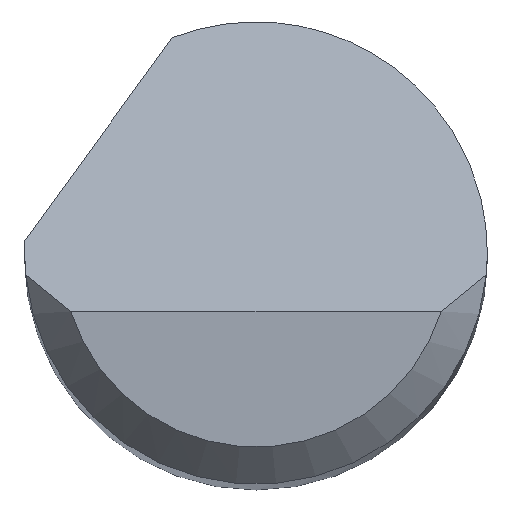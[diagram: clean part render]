
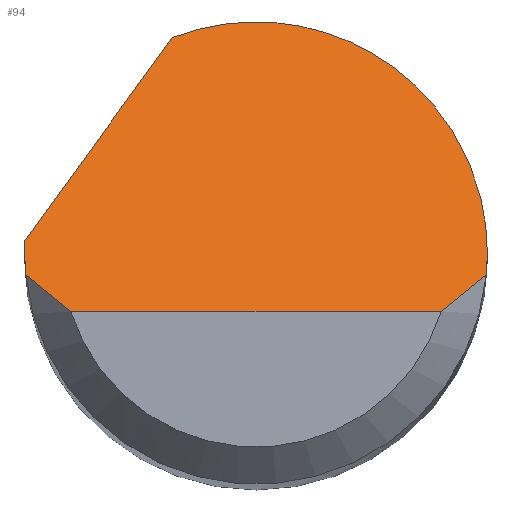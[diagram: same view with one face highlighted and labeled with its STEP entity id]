
A CAD part, top view. The second image highlights one B-rep face of the part: STEP entity #94.
In plain terms, the highlighted planar face has unit normal (0, 0.707, 0.707).
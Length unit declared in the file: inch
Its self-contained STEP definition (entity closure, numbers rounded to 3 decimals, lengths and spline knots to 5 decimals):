
#3 = DIRECTION ( 'NONE',  ( -0.456, -0.629, 0.629 ) ) ;
#6 = CARTESIAN_POINT ( 'NONE',  ( 0.07508, -0.02375, 1.5 ) ) ;
#9 = CARTESIAN_POINT ( 'NONE',  ( -0.09371, 0.00333, 1.47292 ) ) ;
#11 = CARTESIAN_POINT ( 'NONE',  ( 0.09334, -0.00875, 1.485 ) ) ;
#12 = CARTESIAN_POINT ( 'NONE',  ( -0.09362, 0.005, 1.47125 ) ) ;
#23 = CARTESIAN_POINT ( 'NONE',  ( 0.07508, -0.02375, 1.5 ) ) ;
#31 =( BOUNDED_CURVE ( )  B_SPLINE_CURVE ( 3, ( #471, #429, #468, #182 ),
 .UNSPECIFIED., .F., .T. ) 
 B_SPLINE_CURVE_WITH_KNOTS ( ( 4, 4 ),
 ( 1.5708, 1.66427 ),
 .UNSPECIFIED. ) 
 CURVE ( )  GEOMETRIC_REPRESENTATION_ITEM ( )  RATIONAL_B_SPLINE_CURVE ( ( 1., 0.999, 0.999, 1. ) ) 
 REPRESENTATION_ITEM ( '' )  );
#33 = EDGE_CURVE ( 'NONE', #454, #269, #525, .T. ) ;
#40 = ORIENTED_EDGE ( 'NONE', *, *, #78, .F. ) ;
#53 = CARTESIAN_POINT ( 'NONE',  ( -0.09361, -0.00584, 1.48209 ) ) ;
#61 = CARTESIAN_POINT ( 'NONE',  ( 0.03379, 0.11369, 1.36256 ) ) ;
#63 = EDGE_CURVE ( 'NONE', #333, #190, #31, .T. ) ;
#68 = CARTESIAN_POINT ( 'NONE',  ( 0.09375, 0., 1.47625 ) ) ;
#71 = CARTESIAN_POINT ( 'NONE',  ( 0., -0.02375, 1.5 ) ) ;
#73 = VERTEX_POINT ( 'NONE', #23 ) ;
#78 = EDGE_CURVE ( 'NONE', #101, #333, #354, .T. ) ;
#94 = ADVANCED_FACE ( 'NONE', ( #531 ), #538, .F. ) ;
#100 = CARTESIAN_POINT ( 'NONE',  ( -0.03394, 0.08739, 1.38886 ) ) ;
#101 = VERTEX_POINT ( 'NONE', #100 ) ;
#104 = CARTESIAN_POINT ( 'NONE',  ( -0.09375, -0.02375, 1.5 ) ) ;
#108 = ORIENTED_EDGE ( 'NONE', *, *, #309, .T. ) ;
#122 = CARTESIAN_POINT ( 'NONE',  ( -0.09362, 0.005, 1.47125 ) ) ;
#123 = ORIENTED_EDGE ( 'NONE', *, *, #192, .F. ) ;
#156 = CARTESIAN_POINT ( 'NONE',  ( -0.08157, -0.019, 1.49525 ) ) ;
#164 = VERTEX_POINT ( 'NONE', #405 ) ;
#182 = CARTESIAN_POINT ( 'NONE',  ( 0.09334, -0.00875, 1.485 ) ) ;
#183 = B_SPLINE_CURVE_WITH_KNOTS ( 'NONE', 3,
 ( #6, #470, #255, #11 ),
 .UNSPECIFIED., .F., .F.,
 ( 4, 4 ),
 ( 0., 0.00071 ),
 .UNSPECIFIED. ) ;
#190 = VERTEX_POINT ( 'NONE', #447 ) ;
#192 = EDGE_CURVE ( 'NONE', #164, #454, #376, .T. ) ;
#237 = CARTESIAN_POINT ( 'NONE',  ( -0.09375, 0., 1.47625 ) ) ;
#239 = CARTESIAN_POINT ( 'NONE',  ( -0.09334, -0.00875, 1.485 ) ) ;
#255 = CARTESIAN_POINT ( 'NONE',  ( 0.08761, -0.01397, 1.49022 ) ) ;
#268 = CARTESIAN_POINT ( 'NONE',  ( 0.09375, 0., 1.47625 ) ) ;
#269 = VERTEX_POINT ( 'NONE', #122 ) ;
#271 = AXIS2_PLACEMENT_3D ( 'NONE', #104, #443, #395 ) ;
#286 = CARTESIAN_POINT ( 'NONE',  ( -0.07508, -0.02375, 1.5 ) ) ;
#289 = ORIENTED_EDGE ( 'NONE', *, *, #33, .F. ) ;
#290 = VECTOR ( 'NONE', #3, 39.37008 ) ;
#304 = EDGE_CURVE ( 'NONE', #507, #73, #453, .T. ) ;
#309 = EDGE_CURVE ( 'NONE', #164, #507, #488, .T. ) ;
#315 = VECTOR ( 'NONE', #416, 39.37008 ) ;
#333 = VERTEX_POINT ( 'NONE', #68 ) ;
#342 = CARTESIAN_POINT ( 'NONE',  ( -0.11014, -0.01781, 1.49406 ) ) ;
#351 = CARTESIAN_POINT ( 'NONE',  ( -0.03394, 0.08739, 1.38886 ) ) ;
#354 =( BOUNDED_CURVE ( )  B_SPLINE_CURVE ( 3, ( #351, #61, #527, #268 ),
 .UNSPECIFIED., .F., .T. ) 
 B_SPLINE_CURVE_WITH_KNOTS ( ( 4, 4 ),
 ( 5.91277, 7.85398 ),
 .UNSPECIFIED. ) 
 CURVE ( )  GEOMETRIC_REPRESENTATION_ITEM ( )  RATIONAL_B_SPLINE_CURVE ( ( 1., 0.71, 0.71, 1. ) ) 
 REPRESENTATION_ITEM ( '' )  );
#376 =( BOUNDED_CURVE ( )  B_SPLINE_CURVE ( 3, ( #438, #53, #506, #237 ),
 .UNSPECIFIED., .F., .T. ) 
 B_SPLINE_CURVE_WITH_KNOTS ( ( 4, 4 ),
 ( 4.61892, 4.71239 ),
 .UNSPECIFIED. ) 
 CURVE ( )  GEOMETRIC_REPRESENTATION_ITEM ( )  RATIONAL_B_SPLINE_CURVE ( ( 1., 0.999, 0.999, 1. ) ) 
 REPRESENTATION_ITEM ( '' )  );
#384 = CARTESIAN_POINT ( 'NONE',  ( -0.09375, 0.00167, 1.47458 ) ) ;
#392 = LINE ( 'NONE', #342, #290 ) ;
#393 = EDGE_CURVE ( 'NONE', #101, #269, #392, .T. ) ;
#395 = DIRECTION ( 'NONE',  ( 0., 0.707, -0.707 ) ) ;
#405 = CARTESIAN_POINT ( 'NONE',  ( -0.09334, -0.00875, 1.485 ) ) ;
#409 = ORIENTED_EDGE ( 'NONE', *, *, #393, .T. ) ;
#416 = DIRECTION ( 'NONE',  ( 1., 0., 0. ) ) ;
#429 = CARTESIAN_POINT ( 'NONE',  ( 0.09375, -0.00292, 1.47917 ) ) ;
#431 = CARTESIAN_POINT ( 'NONE',  ( -0.09375, 0., 1.47625 ) ) ;
#438 = CARTESIAN_POINT ( 'NONE',  ( -0.09334, -0.00875, 1.485 ) ) ;
#443 = DIRECTION ( 'NONE',  ( 0., -0.707, -0.707 ) ) ;
#444 = EDGE_CURVE ( 'NONE', #73, #190, #183, .T. ) ;
#445 = CARTESIAN_POINT ( 'NONE',  ( -0.07508, -0.02375, 1.5 ) ) ;
#447 = CARTESIAN_POINT ( 'NONE',  ( 0.09334, -0.00875, 1.485 ) ) ;
#453 = LINE ( 'NONE', #71, #315 ) ;
#454 = VERTEX_POINT ( 'NONE', #431 ) ;
#461 = ORIENTED_EDGE ( 'NONE', *, *, #444, .T. ) ;
#468 = CARTESIAN_POINT ( 'NONE',  ( 0.09361, -0.00584, 1.48209 ) ) ;
#470 = CARTESIAN_POINT ( 'NONE',  ( 0.08157, -0.019, 1.49525 ) ) ;
#471 = CARTESIAN_POINT ( 'NONE',  ( 0.09375, 0., 1.47625 ) ) ;
#474 = CARTESIAN_POINT ( 'NONE',  ( -0.09375, 0., 1.47625 ) ) ;
#488 = B_SPLINE_CURVE_WITH_KNOTS ( 'NONE', 3,
 ( #239, #545, #156, #286 ),
 .UNSPECIFIED., .F., .F.,
 ( 4, 4 ),
 ( 0., 0.00071 ),
 .UNSPECIFIED. ) ;
#498 = ORIENTED_EDGE ( 'NONE', *, *, #63, .F. ) ;
#506 = CARTESIAN_POINT ( 'NONE',  ( -0.09375, -0.00292, 1.47917 ) ) ;
#507 = VERTEX_POINT ( 'NONE', #445 ) ;
#525 =( BOUNDED_CURVE ( )  B_SPLINE_CURVE ( 3, ( #474, #384, #9, #12 ),
 .UNSPECIFIED., .F., .T. ) 
 B_SPLINE_CURVE_WITH_KNOTS ( ( 4, 4 ),
 ( 4.71239, 4.76575 ),
 .UNSPECIFIED. ) 
 CURVE ( )  GEOMETRIC_REPRESENTATION_ITEM ( )  RATIONAL_B_SPLINE_CURVE ( ( 1., 1., 1., 1. ) ) 
 REPRESENTATION_ITEM ( '' )  );
#527 = CARTESIAN_POINT ( 'NONE',  ( 0.09375, 0.07266, 1.40359 ) ) ;
#528 = EDGE_LOOP ( 'NONE', ( #535, #461, #498, #40, #409, #289, #123, #108 ) ) ;
#531 = FACE_OUTER_BOUND ( 'NONE', #528, .T. ) ;
#535 = ORIENTED_EDGE ( 'NONE', *, *, #304, .T. ) ;
#538 = PLANE ( 'NONE',  #271 ) ;
#545 = CARTESIAN_POINT ( 'NONE',  ( -0.08761, -0.01397, 1.49022 ) ) ;
